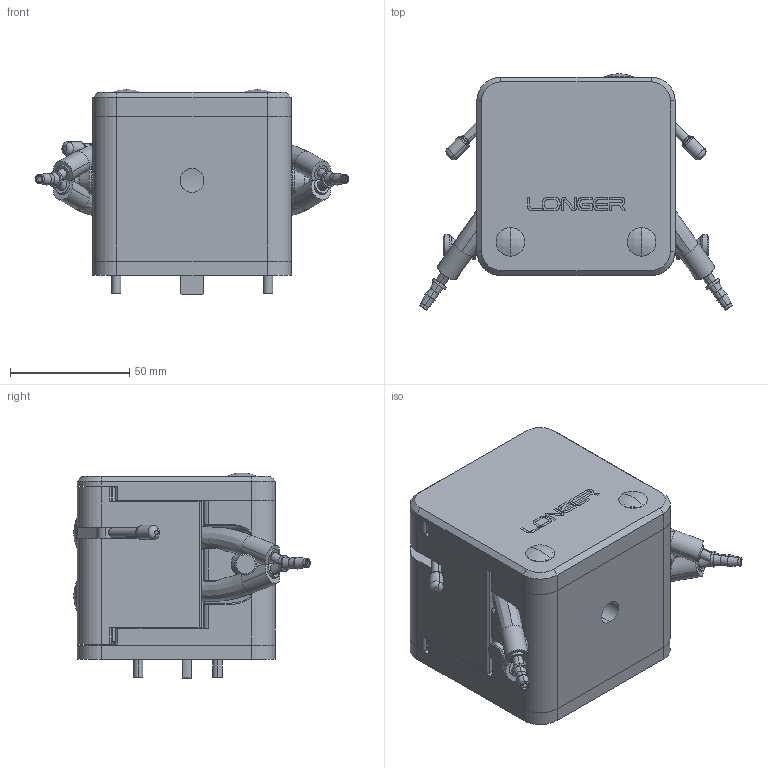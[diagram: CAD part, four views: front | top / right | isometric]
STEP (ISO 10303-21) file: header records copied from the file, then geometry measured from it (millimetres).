
FILE_DESCRIPTION (( 'STEP AP214' ), '1' );
FILE_NAME ('瑭汔嫩掙芛PFH02.STEP', '2023-02-17T07:26:32', ( '' ), ( '' ), 'SwSTEP 2.0', 'SolidWorks 2013', '' );
FILE_SCHEMA (( 'AUTOMOTIVE_DESIGN' ));
Length unit declared in the file: millimetre
Products named in the file (1): 瑭汔嫩掙芛PFH02
Bounding box: 131.18 x 99.04 x 86.25 mm (x, y, z)
Volume: 482746.9 mm3; surface area: 107042.1 mm2
Topology: 18 solids, 21 shells, 1147 faces, 2959 edges, 1866 vertices
Faces by surface type: cylinder 410, plane 380, bspline 162, cone 147, torus 30, sphere 18
Entity records: 54368 total; most frequent: CARTESIAN_POINT 14561, ORIENTED_EDGE 5874, DIRECTION 5470, EDGE_CURVE 2937, AXIS2_PLACEMENT_3D 2145, VERTEX_POINT 1866, EDGE_LOOP 1289, LINE 1180
